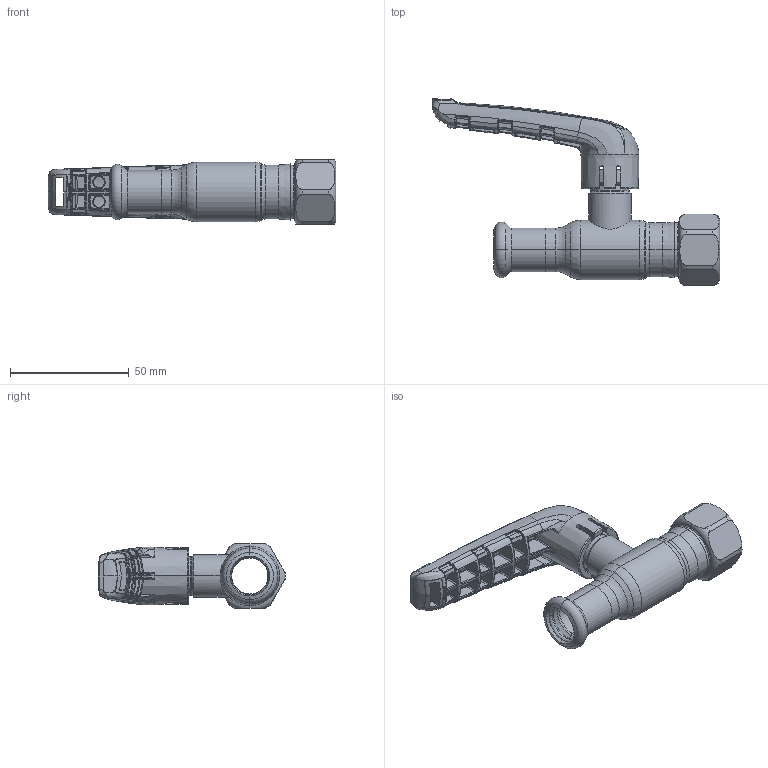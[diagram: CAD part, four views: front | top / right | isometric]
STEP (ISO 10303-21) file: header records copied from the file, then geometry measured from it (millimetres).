
FILE_DESCRIPTION (( 'STEP AP214' ), '1' );
FILE_NAME ('2010001010-xxxx.step', '2019-05-09T11:03:59', ( '' ), ( '' ), 'SwSTEP 2.0', 'SolidWorks 2017', '' );
FILE_SCHEMA (( 'AUTOMOTIVE_DESIGN' ));
Length unit declared in the file: millimetre
Products named in the file (1): 2010001010-xxxx
Bounding box: 120.98 x 78.68 x 27 mm (x, y, z)
Surface area: 21311.8 mm2 (no closed solid volume)
Topology: 0 solids, 9 shells, 830 faces, 2495 edges, 1573 vertices
Faces by surface type: bspline 668, plane 60, cylinder 44, cone 29, torus 27, sphere 2
Entity records: 60686 total; most frequent: CARTESIAN_POINT 35331, ORIENTED_EDGE 4263, EDGE_CURVE 2463, B_SPLINE_CURVE_WITH_KNOTS 1704, DIRECTION 1655, VERTEX_POINT 1569, EDGE_LOOP 854, UNCERTAINTY_MEASURE_WITH_UNIT 832
